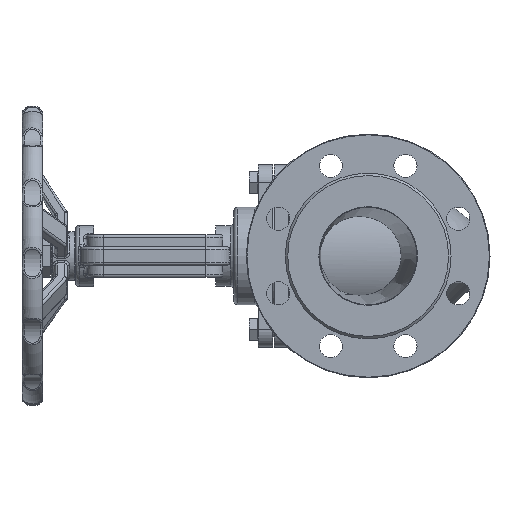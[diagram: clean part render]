
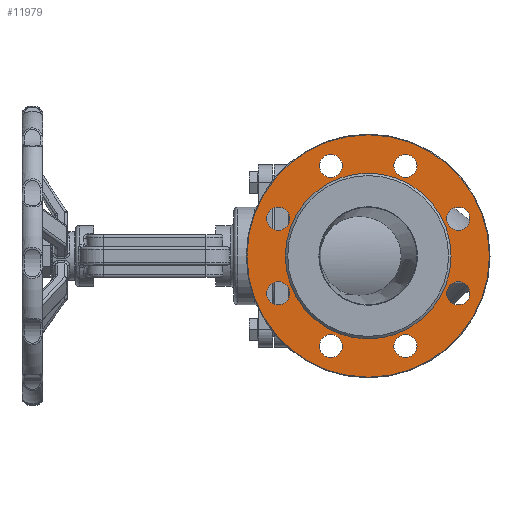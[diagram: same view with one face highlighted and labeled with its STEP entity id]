
A CAD part, left-side view. The second image highlights one B-rep face of the part: STEP entity #11979.
In plain terms, the highlighted planar face has unit normal (-1, 0, 0).
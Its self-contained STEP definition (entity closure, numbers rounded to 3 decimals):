
#292=PLANE('',#13036);
#1842=FACE_BOUND('',#2970,.T.);
#1843=FACE_BOUND('',#2971,.T.);
#1844=FACE_BOUND('',#2972,.T.);
#1845=FACE_BOUND('',#2973,.T.);
#1846=FACE_BOUND('',#2974,.T.);
#1847=FACE_BOUND('',#2975,.T.);
#1848=FACE_BOUND('',#2976,.T.);
#1849=FACE_BOUND('',#2977,.T.);
#1850=FACE_BOUND('',#2978,.T.);
#2169=FACE_OUTER_BOUND('',#2969,.T.);
#2969=EDGE_LOOP('',(#8972));
#2970=EDGE_LOOP('',(#8973));
#2971=EDGE_LOOP('',(#8974));
#2972=EDGE_LOOP('',(#8975));
#2973=EDGE_LOOP('',(#8976));
#2974=EDGE_LOOP('',(#8977));
#2975=EDGE_LOOP('',(#8978));
#2976=EDGE_LOOP('',(#8979));
#2977=EDGE_LOOP('',(#8980));
#2978=EDGE_LOOP('',(#8981));
#3724=CIRCLE('',#13035,99.5);
#3725=CIRCLE('',#13037,68.);
#3726=CIRCLE('',#13038,9.5);
#3727=CIRCLE('',#13039,9.5);
#3728=CIRCLE('',#13040,9.5);
#3729=CIRCLE('',#13041,9.5);
#3730=CIRCLE('',#13042,9.5);
#3731=CIRCLE('',#13043,9.5);
#3732=CIRCLE('',#13044,9.5);
#3733=CIRCLE('',#13045,9.5);
#5116=VERTEX_POINT('',#24198);
#5117=VERTEX_POINT('',#24202);
#5118=VERTEX_POINT('',#24204);
#5119=VERTEX_POINT('',#24206);
#5120=VERTEX_POINT('',#24208);
#5121=VERTEX_POINT('',#24210);
#5122=VERTEX_POINT('',#24212);
#5123=VERTEX_POINT('',#24214);
#5124=VERTEX_POINT('',#24216);
#5125=VERTEX_POINT('',#24218);
#6434=EDGE_CURVE('',#5116,#5116,#3724,.T.);
#6435=EDGE_CURVE('',#5117,#5117,#3725,.T.);
#6436=EDGE_CURVE('',#5118,#5118,#3726,.T.);
#6437=EDGE_CURVE('',#5119,#5119,#3727,.T.);
#6438=EDGE_CURVE('',#5120,#5120,#3728,.T.);
#6439=EDGE_CURVE('',#5121,#5121,#3729,.T.);
#6440=EDGE_CURVE('',#5122,#5122,#3730,.T.);
#6441=EDGE_CURVE('',#5123,#5123,#3731,.T.);
#6442=EDGE_CURVE('',#5124,#5124,#3732,.T.);
#6443=EDGE_CURVE('',#5125,#5125,#3733,.T.);
#8972=ORIENTED_EDGE('',*,*,#6434,.F.);
#8973=ORIENTED_EDGE('',*,*,#6435,.F.);
#8974=ORIENTED_EDGE('',*,*,#6436,.F.);
#8975=ORIENTED_EDGE('',*,*,#6437,.F.);
#8976=ORIENTED_EDGE('',*,*,#6438,.F.);
#8977=ORIENTED_EDGE('',*,*,#6439,.F.);
#8978=ORIENTED_EDGE('',*,*,#6440,.F.);
#8979=ORIENTED_EDGE('',*,*,#6441,.F.);
#8980=ORIENTED_EDGE('',*,*,#6442,.F.);
#8981=ORIENTED_EDGE('',*,*,#6443,.F.);
#11979=ADVANCED_FACE('',(#2169,#1842,#1843,#1844,#1845,#1846,#1847,#1848,
#1849,#1850),#292,.F.);
#13035=AXIS2_PLACEMENT_3D('',#24200,#15372,#15373);
#13036=AXIS2_PLACEMENT_3D('',#24201,#15374,#15375);
#13037=AXIS2_PLACEMENT_3D('',#24203,#15376,#15377);
#13038=AXIS2_PLACEMENT_3D('',#24205,#15378,#15379);
#13039=AXIS2_PLACEMENT_3D('',#24207,#15380,#15381);
#13040=AXIS2_PLACEMENT_3D('',#24209,#15382,#15383);
#13041=AXIS2_PLACEMENT_3D('',#24211,#15384,#15385);
#13042=AXIS2_PLACEMENT_3D('',#24213,#15386,#15387);
#13043=AXIS2_PLACEMENT_3D('',#24215,#15388,#15389);
#13044=AXIS2_PLACEMENT_3D('',#24217,#15390,#15391);
#13045=AXIS2_PLACEMENT_3D('',#24219,#15392,#15393);
#15372=DIRECTION('center_axis',(1.,0.,0.));
#15373=DIRECTION('ref_axis',(0.,0.,1.));
#15374=DIRECTION('center_axis',(1.,0.,0.));
#15375=DIRECTION('ref_axis',(0.,0.,-1.));
#15376=DIRECTION('center_axis',(-1.,0.,0.));
#15377=DIRECTION('ref_axis',(0.,-1.,0.));
#15378=DIRECTION('center_axis',(-1.,0.,0.));
#15379=DIRECTION('ref_axis',(0.,0.,1.));
#15380=DIRECTION('center_axis',(-1.,0.,0.));
#15381=DIRECTION('ref_axis',(0.,0.,1.));
#15382=DIRECTION('center_axis',(-1.,0.,0.));
#15383=DIRECTION('ref_axis',(0.,0.,1.));
#15384=DIRECTION('center_axis',(-1.,0.,0.));
#15385=DIRECTION('ref_axis',(0.,0.,1.));
#15386=DIRECTION('center_axis',(-1.,0.,0.));
#15387=DIRECTION('ref_axis',(0.,0.,1.));
#15388=DIRECTION('center_axis',(-1.,0.,0.));
#15389=DIRECTION('ref_axis',(0.,0.,1.));
#15390=DIRECTION('center_axis',(-1.,0.,0.));
#15391=DIRECTION('ref_axis',(0.,0.,1.));
#15392=DIRECTION('center_axis',(-1.,0.,0.));
#15393=DIRECTION('ref_axis',(0.,0.,1.));
#24198=CARTESIAN_POINT('',(2.,0.,-99.5));
#24200=CARTESIAN_POINT('Origin',(2.,0.,0.));
#24201=CARTESIAN_POINT('Origin',(2.,0.,0.));
#24202=CARTESIAN_POINT('',(2.,68.,0.));
#24203=CARTESIAN_POINT('Origin',(2.,0.,0.));
#24204=CARTESIAN_POINT('',(2.,-73.91,-40.115));
#24205=CARTESIAN_POINT('Origin',(2.,-73.91,-30.615));
#24206=CARTESIAN_POINT('',(2.,-73.91,21.115));
#24207=CARTESIAN_POINT('Origin',(2.,-73.91,30.615));
#24208=CARTESIAN_POINT('',(2.,-30.615,64.41));
#24209=CARTESIAN_POINT('Origin',(2.,-30.615,73.91));
#24210=CARTESIAN_POINT('',(2.,30.615,64.41));
#24211=CARTESIAN_POINT('Origin',(2.,30.615,73.91));
#24212=CARTESIAN_POINT('',(2.,73.91,21.115));
#24213=CARTESIAN_POINT('Origin',(2.,73.91,30.615));
#24214=CARTESIAN_POINT('',(2.,73.91,-40.115));
#24215=CARTESIAN_POINT('Origin',(2.,73.91,-30.615));
#24216=CARTESIAN_POINT('',(2.,30.615,-83.41));
#24217=CARTESIAN_POINT('Origin',(2.,30.615,-73.91));
#24218=CARTESIAN_POINT('',(2.,-30.615,-83.41));
#24219=CARTESIAN_POINT('Origin',(2.,-30.615,-73.91));
